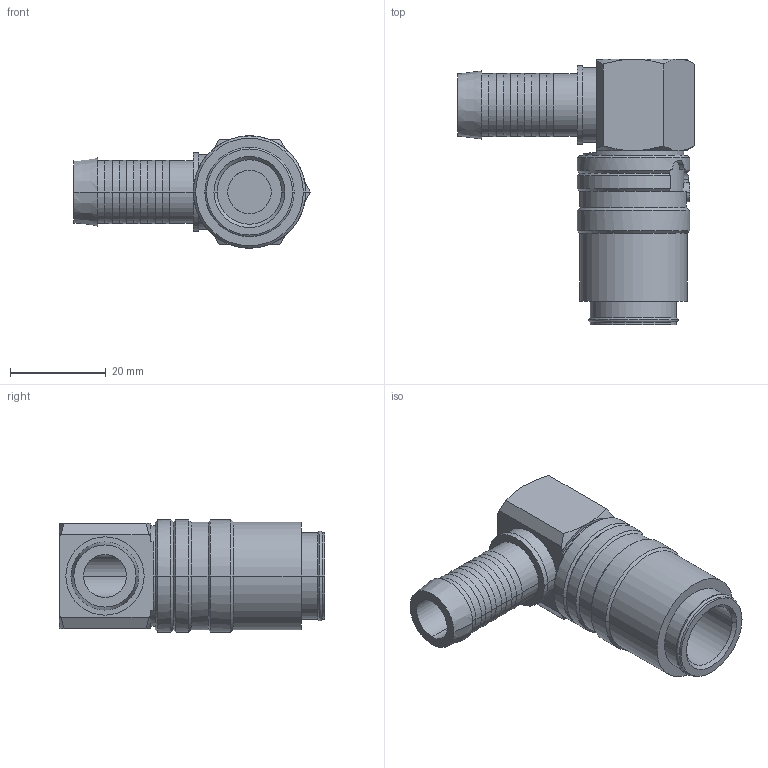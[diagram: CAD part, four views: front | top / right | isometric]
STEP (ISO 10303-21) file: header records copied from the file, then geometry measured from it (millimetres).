
FILE_DESCRIPTION(('STEP AP214'),'1');
FILE_NAME('eshte_13_tl90ab.stp','2020-04-22T06:07:05',('TraceParts'),('TraceParts S.A.'),'Spatial InterOp 3D',' ',' ');
FILE_SCHEMA(('automotive_design'));
Length unit declared in the file: millimetre
Products named in the file (1): 1
Bounding box: 49.45 x 55.5 x 23.5 mm (x, y, z)
Volume: 18855.5 mm3; surface area: 8768.7 mm2
Topology: 1 solids, 1 shells, 118 faces, 271 edges, 167 vertices
Faces by surface type: cylinder 45, cone 38, plane 31, torus 4
Entity records: 4777 total; most frequent: CARTESIAN_POINT 1166, DIRECTION 581, ORIENTED_EDGE 542, EDGE_CURVE 271, AXIS2_PLACEMENT_3D 241, VERTEX_POINT 167, EDGE_LOOP 132, CIRCLE 122
